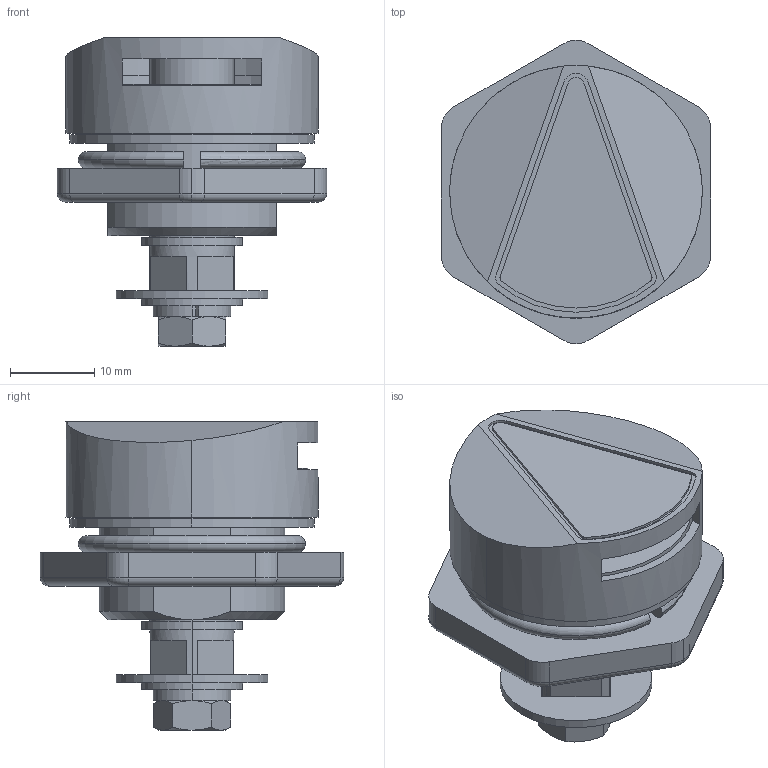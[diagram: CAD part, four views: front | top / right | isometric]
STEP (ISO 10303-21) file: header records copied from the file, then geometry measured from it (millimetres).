
FILE_DESCRIPTION (( 'STEP AP203' ), '1' );
FILE_NAME ('A-316-4.STEP', '2021-07-02T07:03:01', ( '' ), ( '' ), 'SwSTEP 2.0', 'SolidWorks 2018', '' );
FILE_SCHEMA (( 'CONFIG_CONTROL_DESIGN' ));
Length unit declared in the file: millimetre
Products named in the file (9): A-316-4_Flat seat gold_; A-316-4_packing_; A-316-4_body_; A-361-4_hex head bolt__M5x12十字穴付六角ボルト(鉄)ダブルセムス(P3)旧JIS; A-316-4_ring washer_; A-316-4_square Spacer_; A-316-4_nut_; A-316-4; A-316-4_cover_
Assembly tree (8 placements, depth 2):
  A-316-4
    A-316-4_body_
    A-316-4_cover_
    A-316-4_packing_
    A-316-4_ring washer_
    A-316-4_nut_
    A-316-4_Flat seat gold_
    A-316-4_square Spacer_
    A-361-4_hex head bolt__M5x12十字穴付六角ボルト(鉄)ダブルセムス(P3)旧JIS
Bounding box: 32 x 36.02 x 36.6 mm (x, y, z)
Volume: 12164.8 mm3; surface area: 12058.4 mm2
Topology: 8 solids, 8 shells, 201 faces, 484 edges, 310 vertices
Faces by surface type: plane 94, cylinder 78, cone 18, torus 11
Entity records: 6985 total; most frequent: CARTESIAN_POINT 1236, DIRECTION 1064, ORIENTED_EDGE 964, EDGE_CURVE 482, AXIS2_PLACEMENT_3D 414, VERTEX_POINT 310, LINE 236, VECTOR 236
